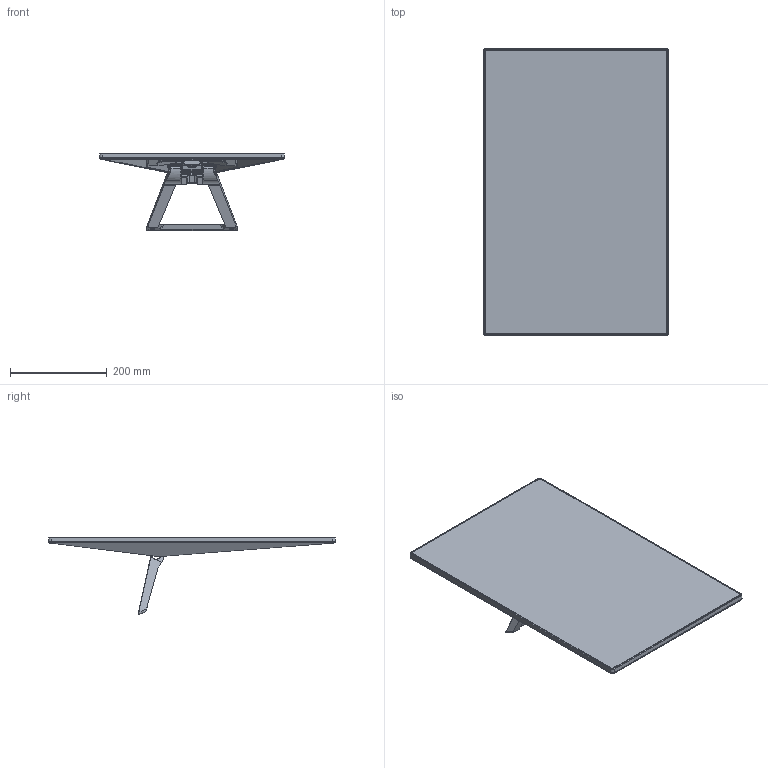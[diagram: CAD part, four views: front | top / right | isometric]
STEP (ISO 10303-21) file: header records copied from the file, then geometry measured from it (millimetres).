
FILE_DESCRIPTION(/* description */ (''),/* implementation_level */ '2;1');
FILE_NAME(/* name */ 'G4_Standard_Open.stp',/* time_stamp */ '2023-11-14T14:25:35-08:00',/* author */ (''),/* organization */ (''),/* preprocessor_version */ 'ST-DEVELOPER v18.102',/* originating_system */ 'SIEMENS PLM Software NX 2023',/* authorisation */ '');
FILE_SCHEMA (('AUTOMOTIVE_DESIGN { 1 0 10303 214 3 1 1 1 }'));
Products named in the file (1): 01_objects
Bounding box: 383.19 x 594.01 x 159.55 mm (x, y, z)
Volume: 4693609.9 mm3; surface area: 1493746.8 mm2
Topology: 5 solids, 6 shells, 1487 faces, 3604 edges, 2116 vertices
Faces by surface type: cylinder 540, bspline 529, plane 339, sphere 36, cone 30, extrusion 11, torus 2
Entity records: 51003 total; most frequent: CARTESIAN_POINT 19081, ORIENTED_EDGE 7040, DIRECTION 6198, EDGE_CURVE 3522, AXIS2_PLACEMENT_3D 2399, VERTEX_POINT 2096, EDGE_LOOP 1549, ADVANCED_FACE 1487
